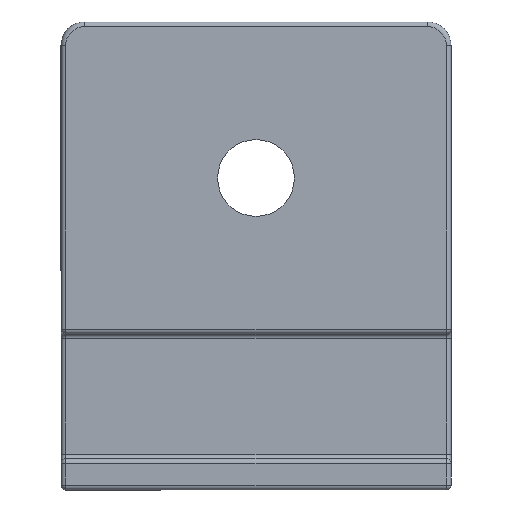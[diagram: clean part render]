
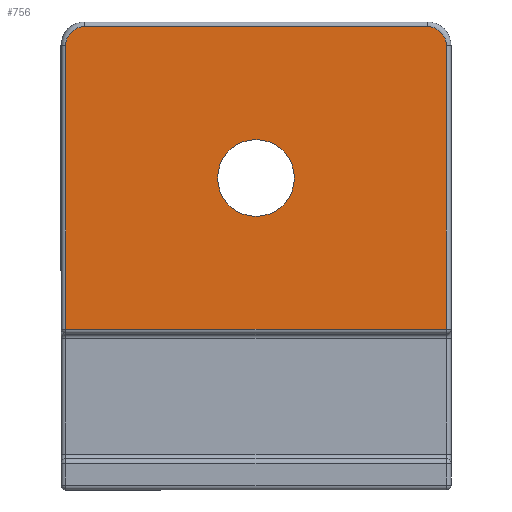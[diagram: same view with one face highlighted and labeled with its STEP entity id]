
A CAD part, left-side view. The second image highlights one B-rep face of the part: STEP entity #756.
In plain terms, the highlighted planar face has unit normal (-1, 0, 0).
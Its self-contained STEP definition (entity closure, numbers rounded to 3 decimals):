
#16=PLANE($,#870);
#23=LINE($,#1179,#71);
#57=LINE($,#1324,#105);
#59=LINE($,#1336,#107);
#62=LINE($,#1346,#110);
#71=VECTOR($,#913,24.4);
#105=VECTOR($,#1085,18.2);
#107=VECTOR($,#1099,22.);
#110=VECTOR($,#1112,18.2);
#136=FACE_BOUND($,#235,.T.);
#182=FACE_OUTER_BOUND($,#234,.T.);
#234=EDGE_LOOP($,(#646,#647,#648,#649,#650,#651));
#235=EDGE_LOOP($,(#652));
#243=CIRCLE($,#767,2.459);
#297=CIRCLE($,#854,1.2);
#301=CIRCLE($,#860,1.2);
#303=VERTEX_POINT($,#1151);
#306=VERTEX_POINT($,#1157);
#312=VERTEX_POINT($,#1172);
#356=VERTEX_POINT($,#1322);
#358=VERTEX_POINT($,#1328);
#360=VERTEX_POINT($,#1334);
#362=VERTEX_POINT($,#1340);
#363=EDGE_CURVE($,#303,#303,#243,.T.);
#375=EDGE_CURVE($,#312,#306,#23,.T.);
#450=EDGE_CURVE($,#356,#312,#57,.T.);
#453=EDGE_CURVE($,#358,#356,#297,.T.);
#456=EDGE_CURVE($,#360,#358,#59,.T.);
#459=EDGE_CURVE($,#362,#360,#301,.T.);
#462=EDGE_CURVE($,#306,#362,#62,.T.);
#646=ORIENTED_EDGE($,*,*,#375,.F.);
#647=ORIENTED_EDGE($,*,*,#450,.F.);
#648=ORIENTED_EDGE($,*,*,#453,.F.);
#649=ORIENTED_EDGE($,*,*,#456,.F.);
#650=ORIENTED_EDGE($,*,*,#459,.F.);
#651=ORIENTED_EDGE($,*,*,#462,.F.);
#652=ORIENTED_EDGE($,*,*,#363,.T.);
#756=ADVANCED_FACE($,(#182,#136),#16,.T.);
#767=AXIS2_PLACEMENT_3D($,#1152,#881,#882);
#854=AXIS2_PLACEMENT_3D($,#1330,#1091,#1092);
#860=AXIS2_PLACEMENT_3D($,#1342,#1105,#1106);
#870=AXIS2_PLACEMENT_3D($,#1362,#1135,#1136);
#881=DIRECTION('center_axis',(1.,0.,0.));
#882=DIRECTION('ref_axis',(0.,0.,1.));
#913=DIRECTION($,(0.,1.,0.));
#1085=DIRECTION($,(0.,0.,-1.));
#1091=DIRECTION('center_axis',(1.,0.,0.));
#1092=DIRECTION('ref_axis',(0.,-0.707,0.707));
#1099=DIRECTION($,(0.,-1.,0.));
#1105=DIRECTION('center_axis',(1.,0.,0.));
#1106=DIRECTION('ref_axis',(0.,0.707,0.707));
#1112=DIRECTION($,(0.,0.,1.));
#1135=DIRECTION('center_axis',(-1.,0.,0.));
#1136=DIRECTION('ref_axis',(0.,-1.,0.));
#1151=CARTESIAN_POINT('',(1.,-12.5,17.542));
#1152=CARTESIAN_POINT('Origin',(1.,-12.5,20.));
#1157=CARTESIAN_POINT('',(1.,-0.3,10.3));
#1172=CARTESIAN_POINT('',(1.,-24.7,10.3));
#1179=CARTESIAN_POINT($,(1.,-24.7,10.3));
#1322=CARTESIAN_POINT('',(1.,-24.7,28.5));
#1324=CARTESIAN_POINT($,(1.,-24.7,28.5));
#1328=CARTESIAN_POINT('',(1.,-23.5,29.7));
#1330=CARTESIAN_POINT('Origin',(1.,-23.5,28.5));
#1334=CARTESIAN_POINT('',(1.,-1.5,29.7));
#1336=CARTESIAN_POINT($,(1.,-1.5,29.7));
#1340=CARTESIAN_POINT('',(1.,-0.3,28.5));
#1342=CARTESIAN_POINT('Origin',(1.,-1.5,28.5));
#1346=CARTESIAN_POINT($,(1.,-0.3,10.3));
#1362=CARTESIAN_POINT('Origin',(1.,0.,10.));
